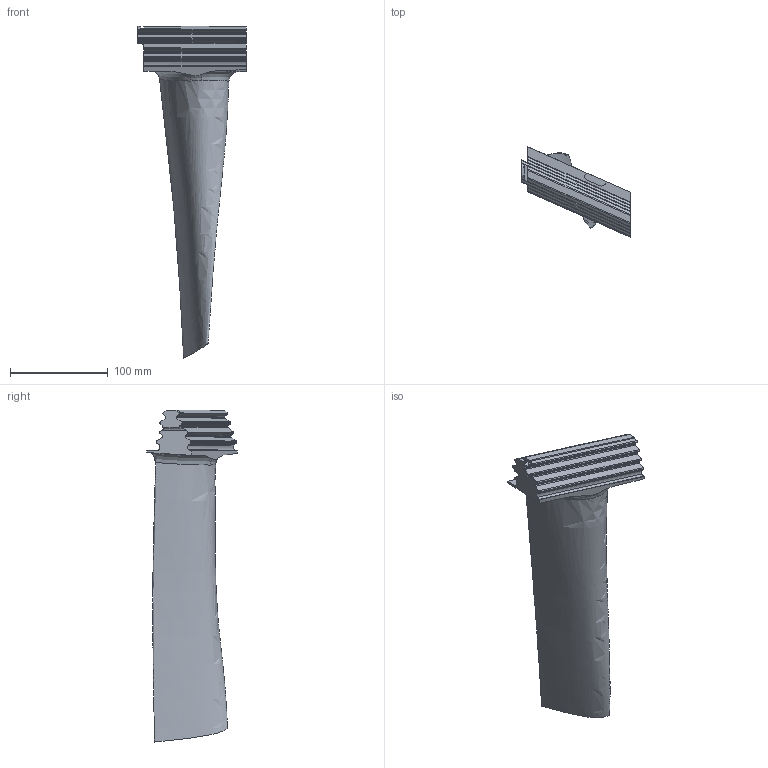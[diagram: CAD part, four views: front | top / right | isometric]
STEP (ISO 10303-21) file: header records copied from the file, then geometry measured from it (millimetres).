
FILE_DESCRIPTION(/* description */ (''),/* implementation_level */ '2;1');
FILE_NAME(/* name */ 'R9-1.stp',/* time_stamp */ '2023-06-12T20:49:01+05:00',/* author */ (''),/* organization */ (''),/* preprocessor_version */ 'ST-DEVELOPER v16.7',/* originating_system */ 'SIEMENS PLM Software NX 12.0',/* authorisation */ '');
FILE_SCHEMA (('AUTOMOTIVE_DESIGN { 1 0 10303 214 3 1 1 1 }'));
Length unit declared in the file: millimetre
Products named in the file (1): 9-2
Bounding box: 111.13 x 92.68 x 339.89 mm (x, y, z)
Volume: 322428.1 mm3; surface area: 72971.9 mm2
Topology: 1 solids, 1 shells, 98 faces, 289 edges, 193 vertices
Faces by surface type: plane 49, cylinder 41, bspline 7, cone 1
Entity records: 6478 total; most frequent: CARTESIAN_POINT 3819, ORIENTED_EDGE 576, DIRECTION 539, EDGE_CURVE 288, VERTEX_POINT 193, AXIS2_PLACEMENT_3D 182, LINE 175, VECTOR 175
